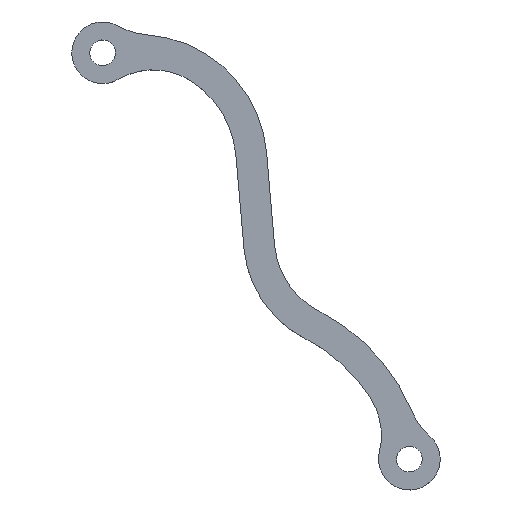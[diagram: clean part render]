
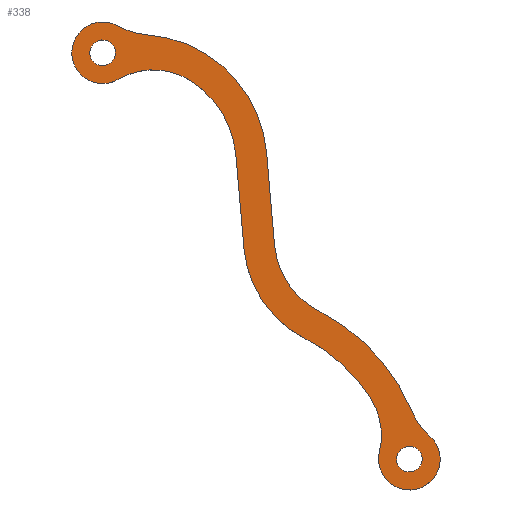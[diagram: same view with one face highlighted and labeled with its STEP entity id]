
A CAD part, top view. The second image highlights one B-rep face of the part: STEP entity #338.
In plain terms, the highlighted planar face has unit normal (0, 0, 1).
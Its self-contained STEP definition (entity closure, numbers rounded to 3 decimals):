
#17=FACE_BOUND('',#61,.T.);
#18=FACE_BOUND('',#62,.T.);
#22=PLANE('',#407);
#40=FACE_OUTER_BOUND('',#60,.T.);
#60=EDGE_LOOP('',(#291,#292,#293,#294,#295,#296,#297,#298,#299,#300,#301,
#302,#303,#304));
#61=EDGE_LOOP('',(#305));
#62=EDGE_LOOP('',(#306));
#78=LINE('',#603,#98);
#80=LINE('',#612,#100);
#98=VECTOR('',#497,10.);
#100=VECTOR('',#509,10.);
#103=CIRCLE('',#363,1.25);
#105=CIRCLE('',#366,1.25);
#108=CIRCLE('',#370,6.75);
#110=CIRCLE('',#373,3.);
#111=CIRCLE('',#375,6.75);
#113=CIRCLE('',#378,6.75);
#115=CIRCLE('',#381,3.);
#118=CIRCLE('',#385,6.75);
#125=CIRCLE('',#394,16.214);
#126=CIRCLE('',#396,9.628);
#127=CIRCLE('',#399,10.931);
#128=CIRCLE('',#401,12.628);
#129=CIRCLE('',#404,7.931);
#130=CIRCLE('',#406,19.214);
#131=VERTEX_POINT('',#524);
#133=VERTEX_POINT('',#530);
#137=VERTEX_POINT('',#539);
#138=VERTEX_POINT('',#541);
#140=VERTEX_POINT('',#547);
#141=VERTEX_POINT('',#551);
#143=VERTEX_POINT('',#557);
#144=VERTEX_POINT('',#558);
#147=VERTEX_POINT('',#566);
#150=VERTEX_POINT('',#574);
#157=VERTEX_POINT('',#593);
#158=VERTEX_POINT('',#597);
#159=VERTEX_POINT('',#601);
#160=VERTEX_POINT('',#607);
#161=VERTEX_POINT('',#611);
#162=VERTEX_POINT('',#615);
#163=EDGE_CURVE('',#131,#131,#103,.T.);
#166=EDGE_CURVE('',#133,#133,#105,.T.);
#171=EDGE_CURVE('',#137,#138,#108,.T.);
#175=EDGE_CURVE('',#137,#140,#110,.T.);
#176=EDGE_CURVE('',#141,#140,#111,.T.);
#179=EDGE_CURVE('',#143,#144,#113,.T.);
#183=EDGE_CURVE('',#147,#144,#115,.T.);
#187=EDGE_CURVE('',#147,#150,#118,.T.);
#197=EDGE_CURVE('',#138,#157,#125,.T.);
#200=EDGE_CURVE('',#158,#143,#126,.T.);
#202=EDGE_CURVE('',#159,#158,#78,.T.);
#203=EDGE_CURVE('',#157,#159,#127,.T.);
#204=EDGE_CURVE('',#160,#150,#128,.T.);
#206=EDGE_CURVE('',#161,#160,#80,.T.);
#208=EDGE_CURVE('',#162,#161,#129,.T.);
#210=EDGE_CURVE('',#141,#162,#130,.T.);
#291=ORIENTED_EDGE('',*,*,#175,.T.);
#292=ORIENTED_EDGE('',*,*,#176,.F.);
#293=ORIENTED_EDGE('',*,*,#210,.T.);
#294=ORIENTED_EDGE('',*,*,#208,.T.);
#295=ORIENTED_EDGE('',*,*,#206,.T.);
#296=ORIENTED_EDGE('',*,*,#204,.T.);
#297=ORIENTED_EDGE('',*,*,#187,.F.);
#298=ORIENTED_EDGE('',*,*,#183,.T.);
#299=ORIENTED_EDGE('',*,*,#179,.F.);
#300=ORIENTED_EDGE('',*,*,#200,.F.);
#301=ORIENTED_EDGE('',*,*,#202,.F.);
#302=ORIENTED_EDGE('',*,*,#203,.F.);
#303=ORIENTED_EDGE('',*,*,#197,.F.);
#304=ORIENTED_EDGE('',*,*,#171,.F.);
#305=ORIENTED_EDGE('',*,*,#163,.T.);
#306=ORIENTED_EDGE('',*,*,#166,.T.);
#338=ADVANCED_FACE('',(#40,#17,#18),#22,.F.);
#363=AXIS2_PLACEMENT_3D('',#525,#412,#413);
#366=AXIS2_PLACEMENT_3D('',#531,#419,#420);
#370=AXIS2_PLACEMENT_3D('',#542,#429,#430);
#373=AXIS2_PLACEMENT_3D('',#549,#437,#438);
#375=AXIS2_PLACEMENT_3D('',#552,#441,#442);
#378=AXIS2_PLACEMENT_3D('',#559,#448,#449);
#381=AXIS2_PLACEMENT_3D('',#567,#456,#457);
#385=AXIS2_PLACEMENT_3D('',#575,#465,#466);
#394=AXIS2_PLACEMENT_3D('',#594,#486,#487);
#396=AXIS2_PLACEMENT_3D('',#599,#492,#493);
#399=AXIS2_PLACEMENT_3D('',#605,#500,#501);
#401=AXIS2_PLACEMENT_3D('',#608,#504,#505);
#404=AXIS2_PLACEMENT_3D('',#616,#513,#514);
#406=AXIS2_PLACEMENT_3D('',#619,#518,#519);
#407=AXIS2_PLACEMENT_3D('',#620,#520,#521);
#412=DIRECTION('center_axis',(0.,0.,-1.));
#413=DIRECTION('ref_axis',(0.829,0.559,0.));
#419=DIRECTION('center_axis',(0.,0.,-1.));
#420=DIRECTION('ref_axis',(0.829,0.559,0.));
#429=DIRECTION('center_axis',(0.,0.,1.));
#430=DIRECTION('ref_axis',(0.987,0.159,0.));
#437=DIRECTION('center_axis',(0.,0.,
1.));
#438=DIRECTION('ref_axis',(-0.999,-0.035,0.));
#441=DIRECTION('center_axis',(0.,0.,1.));
#442=DIRECTION('ref_axis',(-0.813,-0.583,0.));
#448=DIRECTION('center_axis',(0.,0.,1.));
#449=DIRECTION('ref_axis',(0.018,1.,0.));
#456=DIRECTION('center_axis',(0.,0.,
1.));
#457=DIRECTION('ref_axis',(-0.999,-0.035,0.));
#465=DIRECTION('center_axis',(0.,0.,1.));
#466=DIRECTION('ref_axis',(-0.289,-0.957,0.));
#486=DIRECTION('center_axis',(0.,0.,1.));
#487=DIRECTION('ref_axis',(0.988,0.153,0.));
#492=DIRECTION('center_axis',(0.,0.,1.));
#493=DIRECTION('ref_axis',(0.996,0.086,0.));
#497=DIRECTION('',(-0.086,0.996,0.));
#500=DIRECTION('center_axis',(0.,0.,-1.));
#501=DIRECTION('ref_axis',(0.996,0.086,0.));
#504=DIRECTION('center_axis',(0.,0.,1.));
#505=DIRECTION('ref_axis',(0.996,0.086,0.));
#509=DIRECTION('',(-0.086,0.996,0.));
#513=DIRECTION('center_axis',(0.,0.,-1.));
#514=DIRECTION('ref_axis',(0.996,0.086,0.));
#518=DIRECTION('center_axis',(0.,0.,1.));
#519=DIRECTION('ref_axis',(0.988,0.153,0.));
#520=DIRECTION('center_axis',(0.,0.,-1.));
#521=DIRECTION('ref_axis',(-1.,0.,0.));
#524=CARTESIAN_POINT('',(-25.581,40.637,3.));
#525=CARTESIAN_POINT('Origin',(-24.545,41.336,3.));
#530=CARTESIAN_POINT('',(4.301,1.058,3.));
#531=CARTESIAN_POINT('Origin',(5.337,1.758,3.));
#539=CARTESIAN_POINT('',(2.421,2.466,3.));
#541=CARTESIAN_POINT('',(1.591,7.63,3.));
#542=CARTESIAN_POINT('Origin',(-4.138,4.06,3.));
#547=CARTESIAN_POINT('',(7.32,4.008,3.));
#549=CARTESIAN_POINT('Origin',(5.337,1.758,3.));
#551=CARTESIAN_POINT('',(5.557,6.468,3.));
#552=CARTESIAN_POINT('Origin',(11.784,9.072,3.));
#557=CARTESIAN_POINT('',(-15.983,38.623,3.));
#558=CARTESIAN_POINT('',(-23.026,38.75,3.));
#559=CARTESIAN_POINT('Origin',(-19.608,32.929,3.));
#566=CARTESIAN_POINT('',(-23.072,43.95,3.));
#567=CARTESIAN_POINT('Origin',(-24.545,41.336,3.));
#574=CARTESIAN_POINT('',(-20.243,43.097,3.));
#575=CARTESIAN_POINT('Origin',(-19.756,49.829,3.));
#593=CARTESIAN_POINT('',(-4.838,13.516,3.));
#594=CARTESIAN_POINT('Origin',(-12.17,-0.945,3.));
#597=CARTESIAN_POINT('',(-11.561,31.329,3.));
#599=CARTESIAN_POINT('Origin',(-21.153,30.502,3.));
#601=CARTESIAN_POINT('',(-10.785,22.327,3.));
#603=CARTESIAN_POINT('',(-10.785,22.327,3.));
#605=CARTESIAN_POINT('Origin',(0.106,23.266,3.));
#607=CARTESIAN_POINT('',(-8.572,31.586,3.));
#608=CARTESIAN_POINT('Origin',(-21.153,30.502,3.));
#611=CARTESIAN_POINT('',(-7.796,22.584,3.));
#612=CARTESIAN_POINT('',(-7.796,22.584,3.));
#615=CARTESIAN_POINT('',(-3.481,16.192,3.));
#616=CARTESIAN_POINT('Origin',(0.106,23.266,3.));
#619=CARTESIAN_POINT('Origin',(-12.17,-0.945,3.));
#620=CARTESIAN_POINT('Origin',(-14.162,39.159,3.));
